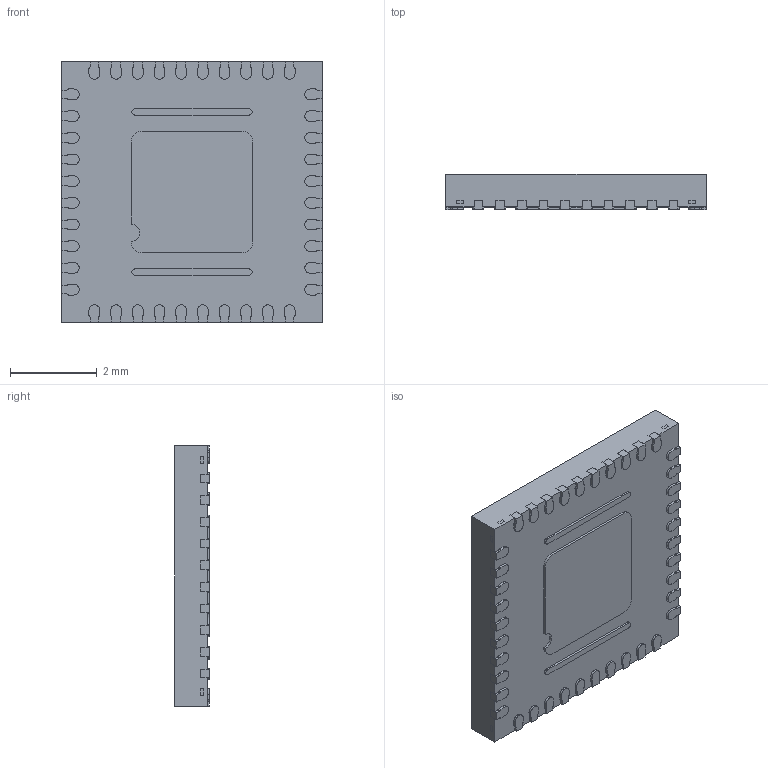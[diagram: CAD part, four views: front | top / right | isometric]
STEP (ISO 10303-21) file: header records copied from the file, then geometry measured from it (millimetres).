
FILE_DESCRIPTION (( 'STEP AP214' ), '1' );
FILE_NAME ('ADIN1300CCPZ.STEP', '2023-01-10T13:28:47', ( '' ), ( '' ), 'SwSTEP 2.0', 'SolidWorks 2021', '' );
FILE_SCHEMA (( 'AUTOMOTIVE_DESIGN' ));
Length unit declared in the file: millimetre
Products named in the file (1): ADIN1300CCPZ
Bounding box: 6 x 0.8 x 6 mm (x, y, z)
Volume: 27.6 mm3; surface area: 130.7 mm2
Topology: 53 solids, 53 shells, 845 faces, 2190 edges, 1460 vertices
Faces by surface type: plane 592, cylinder 253
Entity records: 26252 total; most frequent: CARTESIAN_POINT 4496, DIRECTION 4388, ORIENTED_EDGE 4380, EDGE_CURVE 2190, LINE 1684, VECTOR 1684, VERTEX_POINT 1460, AXIS2_PLACEMENT_3D 1352
